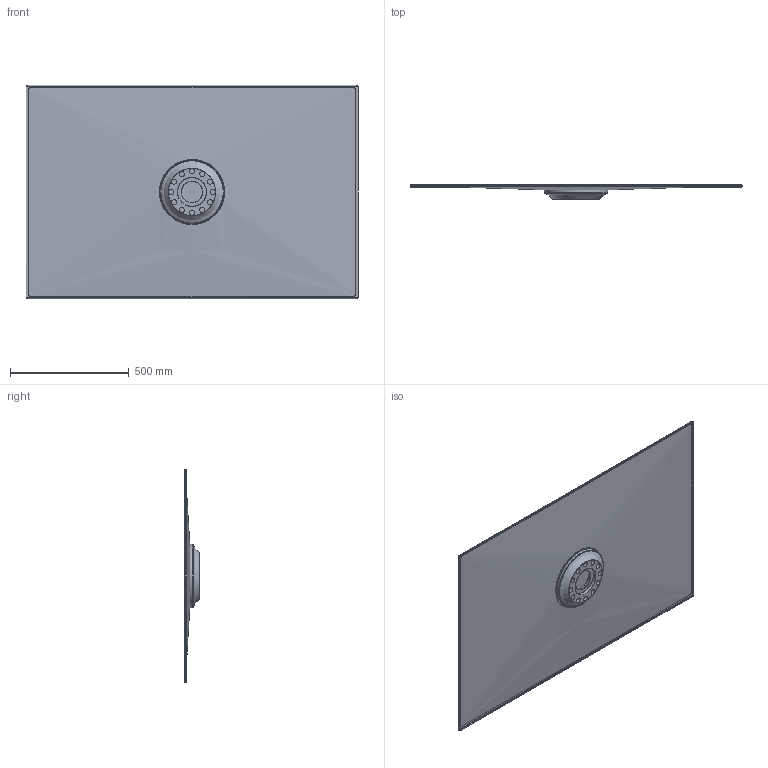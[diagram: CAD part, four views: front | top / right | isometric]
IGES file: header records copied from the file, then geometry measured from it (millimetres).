
Start section: Write IGES format                                    datakit 2008 (c)
Global section: file name: Unknown; native system: DATAKIT Converter; preprocessor: Unknown; author: Unknown; organization: Unknown; date: 950613.180003; units: millimetre
Bounding box: 1399.7 x 62.35 x 899.7 mm (x, y, z)
Surface area: 2755501.3 mm2 (no closed solid volume)
Topology: 0 solids, 0 shells, 180 faces, 1166 edges, 1141 vertices
Faces by surface type: revolution 113, bspline 65, offset 2
